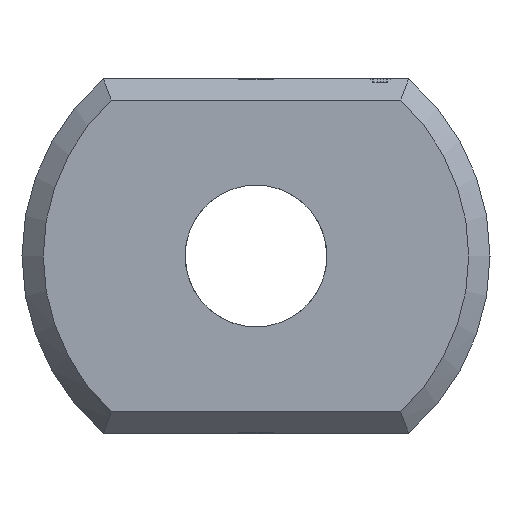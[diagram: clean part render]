
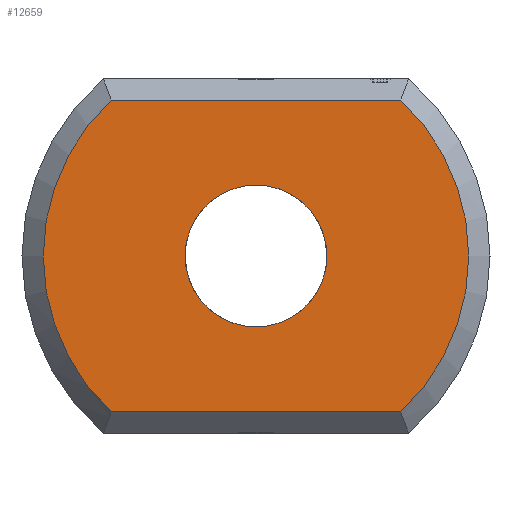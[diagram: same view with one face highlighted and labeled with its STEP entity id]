
A CAD part, left-side view. The second image highlights one B-rep face of the part: STEP entity #12659.
In plain terms, the highlighted planar face has unit normal (-1, 0, 0).
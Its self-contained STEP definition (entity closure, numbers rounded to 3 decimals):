
#3173 = VERTEX_POINT('',#3174);
#3174 = CARTESIAN_POINT('',(0.,-2.04,2.2));
#3183 = VERTEX_POINT('',#3184);
#3184 = CARTESIAN_POINT('',(0.,-2.04,-2.2));
#3191 = EDGE_CURVE('',#3173,#3183,#3192,.T.);
#3192 = CIRCLE('',#3193,3.);
#3193 = AXIS2_PLACEMENT_3D('',#3194,#3195,#3196);
#3194 = CARTESIAN_POINT('',(0.,0.,
    0.));
#3195 = DIRECTION('',(1.,0.,0.));
#3196 = DIRECTION('',(0.,-0.653,0.758)
  );
#3600 = VERTEX_POINT('',#3601);
#3601 = CARTESIAN_POINT('',(0.,2.04,2.2));
#3608 = EDGE_CURVE('',#3173,#3600,#3609,.T.);
#3609 = LINE('',#3610,#3611);
#3610 = CARTESIAN_POINT('',(0.,-2.154,2.2));
#3611 = VECTOR('',#3612,1.);
#3612 = DIRECTION('',(0.,1.,0.));
#12659 = ADVANCED_FACE('',(#12660,#12679),#12690,.F.);
#12660 = FACE_BOUND('',#12661,.F.);
#12661 = EDGE_LOOP('',(#12662,#12671,#12672,#12673));
#12662 = ORIENTED_EDGE('',*,*,#12663,.T.);
#12663 = EDGE_CURVE('',#12664,#3600,#12666,.T.);
#12664 = VERTEX_POINT('',#12665);
#12665 = CARTESIAN_POINT('',(0.,2.04,-2.2));
#12666 = CIRCLE('',#12667,3.);
#12667 = AXIS2_PLACEMENT_3D('',#12668,#12669,#12670);
#12668 = CARTESIAN_POINT('',(0.,0.,
    0.));
#12669 = DIRECTION('',(1.,0.,0.));
#12670 = DIRECTION('',(0.,0.653,-0.758)
  );
#12671 = ORIENTED_EDGE('',*,*,#3608,.F.);
#12672 = ORIENTED_EDGE('',*,*,#3191,.T.);
#12673 = ORIENTED_EDGE('',*,*,#12674,.T.);
#12674 = EDGE_CURVE('',#3183,#12664,#12675,.T.);
#12675 = LINE('',#12676,#12677);
#12676 = CARTESIAN_POINT('',(0.,-2.154,-2.2));
#12677 = VECTOR('',#12678,1.);
#12678 = DIRECTION('',(0.,1.,0.));
#12679 = FACE_BOUND('',#12680,.T.);
#12680 = EDGE_LOOP('',(#12681));
#12681 = ORIENTED_EDGE('',*,*,#12682,.T.);
#12682 = EDGE_CURVE('',#12683,#12683,#12685,.T.);
#12683 = VERTEX_POINT('',#12684);
#12684 = CARTESIAN_POINT('',(0.,1.,0.));
#12685 = CIRCLE('',#12686,1.);
#12686 = AXIS2_PLACEMENT_3D('',#12687,#12688,#12689);
#12687 = CARTESIAN_POINT('',(0.,0.,0.));
#12688 = DIRECTION('',(1.,0.,0.));
#12689 = DIRECTION('',(0.,1.,0.));
#12690 = PLANE('',#12691);
#12691 = AXIS2_PLACEMENT_3D('',#12692,#12693,#12694);
#12692 = CARTESIAN_POINT('',(0.,0.,
    0.));
#12693 = DIRECTION('',(1.,0.,0.));
#12694 = DIRECTION('',(0.,0.,1.));
